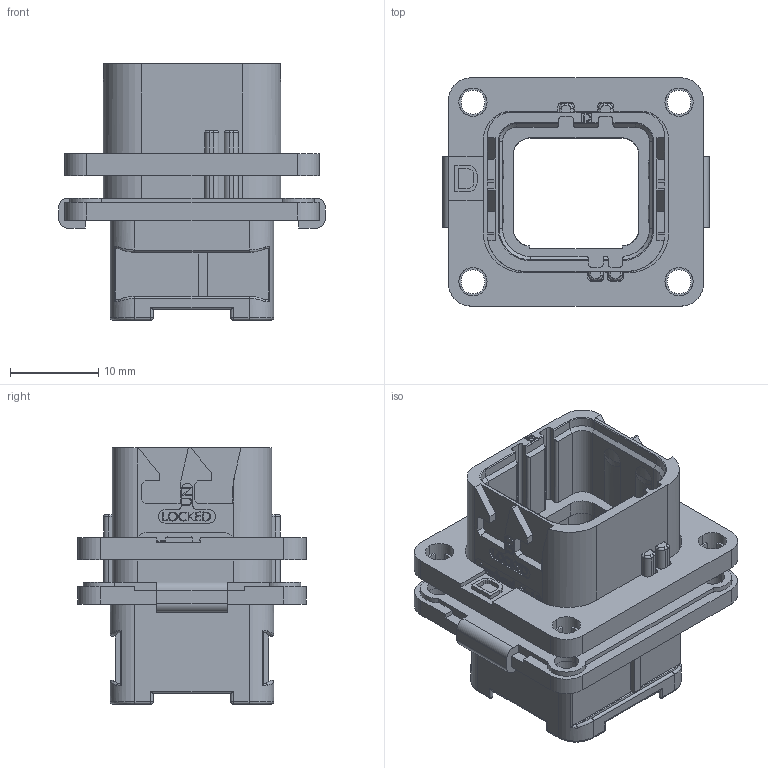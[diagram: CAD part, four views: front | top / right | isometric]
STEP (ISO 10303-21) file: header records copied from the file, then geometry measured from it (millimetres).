
FILE_DESCRIPTION((''),'2;1');
FILE_NAME('SIM2B24D110','2019-10-01T',('presta_be4'),(''),'PRO/ENGINEER BY PARAMETRIC TECHNOLOGY CORPORATION, 2014310','PRO/ENGINEER BY PARAMETRIC TECHNOLOGY CORPORATION, 2014310','');
FILE_SCHEMA(('CONFIG_CONTROL_DESIGN'));
Products named in the file (1): SIM2B24D110
Bounding box: 30.1 x 25.8 x 28.97 mm (x, y, z)
Volume: 5128.2 mm3; surface area: 6545.5 mm2
Topology: 2 solids, 2 shells, 1617 faces, 4482 edges, 2937 vertices
Faces by surface type: plane 704, extrusion 608, cylinder 217, torus 36, bspline 28, sphere 16, cone 8
Entity records: 54722 total; most frequent: CARTESIAN_POINT 15744, ORIENTED_EDGE 8948, DIRECTION 6162, EDGE_CURVE 4474, VECTOR 3220, VERTEX_POINT 2937, LINE 2612, B_SPLINE_CURVE_WITH_KNOTS 1980
